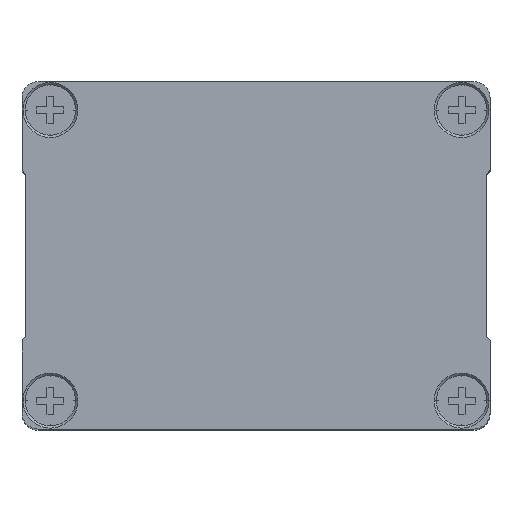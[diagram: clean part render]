
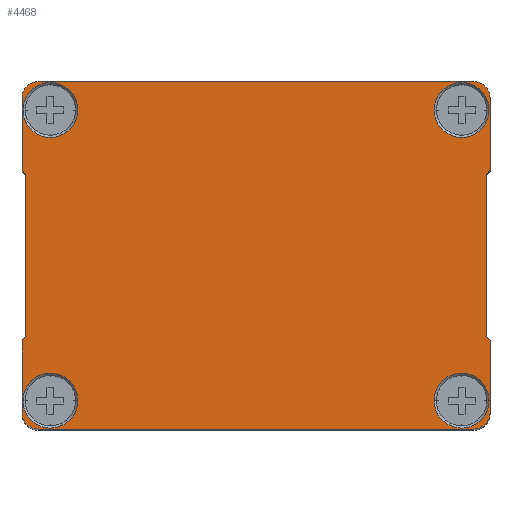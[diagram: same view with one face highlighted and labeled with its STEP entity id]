
A CAD part, top view. The second image highlights one B-rep face of the part: STEP entity #4468.
In plain terms, the highlighted planar face has unit normal (0, 0, 1).
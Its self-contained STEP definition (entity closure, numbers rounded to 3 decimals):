
#3937=CARTESIAN_POINT('',(-22.85,16.15,1.5));
#3938=DIRECTION('',(0.,0.,-1.));
#3939=DIRECTION('',(-1.,0.,0.));
#3940=AXIS2_PLACEMENT_3D('',#3937,#3938,#3939);
#3942=CARTESIAN_POINT('',(-22.85,16.15,1.5));
#3943=DIRECTION('',(0.,0.,-1.));
#3944=DIRECTION('',(1.,0.,0.));
#3945=AXIS2_PLACEMENT_3D('',#3942,#3943,#3944);
#3947=CARTESIAN_POINT('',(22.85,16.15,1.5));
#3948=DIRECTION('',(0.,0.,-1.));
#3949=DIRECTION('',(-1.,0.,0.));
#3950=AXIS2_PLACEMENT_3D('',#3947,#3948,#3949);
#3952=CARTESIAN_POINT('',(22.85,16.15,1.5));
#3953=DIRECTION('',(0.,0.,-1.));
#3954=DIRECTION('',(1.,0.,0.));
#3955=AXIS2_PLACEMENT_3D('',#3952,#3953,#3954);
#3957=CARTESIAN_POINT('',(-22.85,-16.15,1.5));
#3958=DIRECTION('',(0.,0.,-1.));
#3959=DIRECTION('',(-1.,0.,0.));
#3960=AXIS2_PLACEMENT_3D('',#3957,#3958,#3959);
#3962=CARTESIAN_POINT('',(-22.85,-16.15,1.5));
#3963=DIRECTION('',(0.,0.,-1.));
#3964=DIRECTION('',(1.,0.,0.));
#3965=AXIS2_PLACEMENT_3D('',#3962,#3963,#3964);
#3967=CARTESIAN_POINT('',(22.85,-16.15,1.5));
#3968=DIRECTION('',(0.,0.,-1.));
#3969=DIRECTION('',(-1.,0.,0.));
#3970=AXIS2_PLACEMENT_3D('',#3967,#3968,#3969);
#3972=CARTESIAN_POINT('',(22.85,-16.15,1.5));
#3973=DIRECTION('',(0.,0.,-1.));
#3974=DIRECTION('',(1.,0.,0.));
#3975=AXIS2_PLACEMENT_3D('',#3972,#3973,#3974);
#3977=DIRECTION('',(0.643,0.766,0.));
#3978=VECTOR('',#3977,0.622);
#3979=CARTESIAN_POINT('',(-26.,-9.5,1.5));
#3980=LINE('',#3979,#3978);
#3981=DIRECTION('',(0.,1.,0.));
#3982=VECTOR('',#3981,18.047);
#3983=CARTESIAN_POINT('',(-25.6,-9.023,1.5));
#3984=LINE('',#3983,#3982);
#3985=DIRECTION('',(-0.643,0.766,0.));
#3986=VECTOR('',#3985,0.622);
#3987=CARTESIAN_POINT('',(-25.6,9.023,1.5));
#3988=LINE('',#3987,#3986);
#3989=DIRECTION('',(0.,-1.,0.));
#3990=VECTOR('',#3989,8.);
#3991=CARTESIAN_POINT('',(-26.,17.5,1.5));
#3992=LINE('',#3991,#3990);
#3993=CARTESIAN_POINT('',(-24.2,17.5,1.5));
#3994=DIRECTION('',(0.,0.,1.));
#3995=DIRECTION('',(0.,1.,0.));
#3996=AXIS2_PLACEMENT_3D('',#3993,#3994,#3995);
#3998=DIRECTION('',(-1.,0.,0.));
#3999=VECTOR('',#3998,48.4);
#4000=CARTESIAN_POINT('',(24.2,19.3,1.5));
#4001=LINE('',#4000,#3999);
#4002=CARTESIAN_POINT('',(24.2,17.5,1.5));
#4003=DIRECTION('',(0.,0.,1.));
#4004=DIRECTION('',(1.,0.,0.));
#4005=AXIS2_PLACEMENT_3D('',#4002,#4003,#4004);
#4007=DIRECTION('',(0.,1.,0.));
#4008=VECTOR('',#4007,8.);
#4009=CARTESIAN_POINT('',(26.,9.5,1.5));
#4010=LINE('',#4009,#4008);
#4011=DIRECTION('',(-0.643,-0.766,0.));
#4012=VECTOR('',#4011,0.622);
#4013=CARTESIAN_POINT('',(26.,9.5,1.5));
#4014=LINE('',#4013,#4012);
#4015=DIRECTION('',(0.,-1.,0.));
#4016=VECTOR('',#4015,18.047);
#4017=CARTESIAN_POINT('',(25.6,9.023,1.5));
#4018=LINE('',#4017,#4016);
#4019=DIRECTION('',(0.643,-0.766,0.));
#4020=VECTOR('',#4019,0.622);
#4021=CARTESIAN_POINT('',(25.6,-9.023,1.5));
#4022=LINE('',#4021,#4020);
#4023=DIRECTION('',(0.,1.,0.));
#4024=VECTOR('',#4023,8.);
#4025=CARTESIAN_POINT('',(26.,-17.5,1.5));
#4026=LINE('',#4025,#4024);
#4027=CARTESIAN_POINT('',(24.2,-17.5,1.5));
#4028=DIRECTION('',(0.,0.,1.));
#4029=DIRECTION('',(0.,-1.,0.));
#4030=AXIS2_PLACEMENT_3D('',#4027,#4028,#4029);
#4032=DIRECTION('',(1.,0.,0.));
#4033=VECTOR('',#4032,48.4);
#4034=CARTESIAN_POINT('',(-24.2,-19.3,1.5));
#4035=LINE('',#4034,#4033);
#4036=CARTESIAN_POINT('',(-24.2,-17.5,1.5));
#4037=DIRECTION('',(0.,0.,1.));
#4038=DIRECTION('',(-1.,0.,0.));
#4039=AXIS2_PLACEMENT_3D('',#4036,#4037,#4038);
#4041=DIRECTION('',(0.,-1.,0.));
#4042=VECTOR('',#4041,8.);
#4043=CARTESIAN_POINT('',(-26.,-9.5,1.5));
#4044=LINE('',#4043,#4042);
#4204=CARTESIAN_POINT('',(-24.2,19.3,1.5));
#4205=VERTEX_POINT('',#4204);
#4206=CARTESIAN_POINT('',(-26.,17.5,1.5));
#4207=VERTEX_POINT('',#4206);
#4212=CARTESIAN_POINT('',(26.,17.5,1.5));
#4213=VERTEX_POINT('',#4212);
#4214=CARTESIAN_POINT('',(24.2,19.3,1.5));
#4215=VERTEX_POINT('',#4214);
#4220=CARTESIAN_POINT('',(24.2,-19.3,1.5));
#4221=VERTEX_POINT('',#4220);
#4222=CARTESIAN_POINT('',(26.,-17.5,1.5));
#4223=VERTEX_POINT('',#4222);
#4228=CARTESIAN_POINT('',(-26.,-17.5,1.5));
#4229=VERTEX_POINT('',#4228);
#4230=CARTESIAN_POINT('',(-24.2,-19.3,1.5));
#4231=VERTEX_POINT('',#4230);
#4248=CARTESIAN_POINT('',(-25.9,16.15,1.5));
#4249=CARTESIAN_POINT('',(-19.8,16.15,1.5));
#4250=VERTEX_POINT('',#4248);
#4251=VERTEX_POINT('',#4249);
#4256=CARTESIAN_POINT('',(19.8,16.15,1.5));
#4257=CARTESIAN_POINT('',(25.9,16.15,1.5));
#4258=VERTEX_POINT('',#4256);
#4259=VERTEX_POINT('',#4257);
#4264=CARTESIAN_POINT('',(-25.9,-16.15,1.5));
#4265=CARTESIAN_POINT('',(-19.8,-16.15,1.5));
#4266=VERTEX_POINT('',#4264);
#4267=VERTEX_POINT('',#4265);
#4272=CARTESIAN_POINT('',(19.8,-16.15,1.5));
#4273=CARTESIAN_POINT('',(25.9,-16.15,1.5));
#4274=VERTEX_POINT('',#4272);
#4275=VERTEX_POINT('',#4273);
#4296=CARTESIAN_POINT('',(-26.,-9.5,1.5));
#4297=CARTESIAN_POINT('',(-25.6,-9.023,1.5));
#4298=VERTEX_POINT('',#4296);
#4299=VERTEX_POINT('',#4297);
#4300=CARTESIAN_POINT('',(-25.6,9.023,1.5));
#4301=VERTEX_POINT('',#4300);
#4302=CARTESIAN_POINT('',(-26.,9.5,1.5));
#4303=VERTEX_POINT('',#4302);
#4304=CARTESIAN_POINT('',(26.,9.5,1.5));
#4305=CARTESIAN_POINT('',(25.6,9.023,1.5));
#4306=VERTEX_POINT('',#4304);
#4307=VERTEX_POINT('',#4305);
#4308=CARTESIAN_POINT('',(25.6,-9.023,1.5));
#4309=VERTEX_POINT('',#4308);
#4310=CARTESIAN_POINT('',(26.,-9.5,1.5));
#4311=VERTEX_POINT('',#4310);
#4406=CARTESIAN_POINT('',(0.,0.,1.5));
#4407=DIRECTION('',(0.,0.,1.));
#4408=DIRECTION('',(1.,0.,0.));
#4409=AXIS2_PLACEMENT_3D('',#4406,#4407,#4408);
#4410=PLANE('',#4409);
#4412=ORIENTED_EDGE('',*,*,#4411,.T.);
#4414=ORIENTED_EDGE('',*,*,#4413,.T.);
#4416=ORIENTED_EDGE('',*,*,#4415,.T.);
#4418=ORIENTED_EDGE('',*,*,#4417,.F.);
#4420=ORIENTED_EDGE('',*,*,#4419,.F.);
#4422=ORIENTED_EDGE('',*,*,#4421,.F.);
#4424=ORIENTED_EDGE('',*,*,#4423,.F.);
#4426=ORIENTED_EDGE('',*,*,#4425,.F.);
#4428=ORIENTED_EDGE('',*,*,#4427,.T.);
#4430=ORIENTED_EDGE('',*,*,#4429,.T.);
#4432=ORIENTED_EDGE('',*,*,#4431,.T.);
#4434=ORIENTED_EDGE('',*,*,#4433,.F.);
#4436=ORIENTED_EDGE('',*,*,#4435,.F.);
#4438=ORIENTED_EDGE('',*,*,#4437,.F.);
#4440=ORIENTED_EDGE('',*,*,#4439,.F.);
#4442=ORIENTED_EDGE('',*,*,#4441,.F.);
#4443=EDGE_LOOP('',(#4412,#4414,#4416,#4418,#4420,#4422,#4424,#4426,#4428,#4430,
#4432,#4434,#4436,#4438,#4440,#4442));
#4444=FACE_OUTER_BOUND('',#4443,.F.);
#4446=ORIENTED_EDGE('',*,*,#4445,.F.);
#4448=ORIENTED_EDGE('',*,*,#4447,.F.);
#4449=EDGE_LOOP('',(#4446,#4448));
#4450=FACE_BOUND('',#4449,.F.);
#4452=ORIENTED_EDGE('',*,*,#4451,.F.);
#4454=ORIENTED_EDGE('',*,*,#4453,.F.);
#4455=EDGE_LOOP('',(#4452,#4454));
#4456=FACE_BOUND('',#4455,.F.);
#4458=ORIENTED_EDGE('',*,*,#4457,.F.);
#4460=ORIENTED_EDGE('',*,*,#4459,.F.);
#4461=EDGE_LOOP('',(#4458,#4460));
#4462=FACE_BOUND('',#4461,.F.);
#4463=ORIENTED_EDGE('',*,*,#4396,.F.);
#4465=ORIENTED_EDGE('',*,*,#4464,.F.);
#4466=EDGE_LOOP('',(#4463,#4465));
#4467=FACE_BOUND('',#4466,.F.);
#4468=ADVANCED_FACE('',(#4444,#4450,#4456,#4462,#4467),#4410,.T.);
#3941=CIRCLE('',#3940,3.05);
#3946=CIRCLE('',#3945,3.05);
#3951=CIRCLE('',#3950,3.05);
#3956=CIRCLE('',#3955,3.05);
#3961=CIRCLE('',#3960,3.05);
#3966=CIRCLE('',#3965,3.05);
#3971=CIRCLE('',#3970,3.05);
#3976=CIRCLE('',#3975,3.05);
#3997=CIRCLE('',#3996,1.8);
#4006=CIRCLE('',#4005,1.8);
#4031=CIRCLE('',#4030,1.8);
#4040=CIRCLE('',#4039,1.8);
#4396=EDGE_CURVE('',#4250,#4251,#3941,.T.);
#4411=EDGE_CURVE('',#4298,#4299,#3980,.T.);
#4413=EDGE_CURVE('',#4299,#4301,#3984,.T.);
#4415=EDGE_CURVE('',#4301,#4303,#3988,.T.);
#4417=EDGE_CURVE('',#4207,#4303,#3992,.T.);
#4419=EDGE_CURVE('',#4205,#4207,#3997,.T.);
#4421=EDGE_CURVE('',#4215,#4205,#4001,.T.);
#4423=EDGE_CURVE('',#4213,#4215,#4006,.T.);
#4425=EDGE_CURVE('',#4306,#4213,#4010,.T.);
#4427=EDGE_CURVE('',#4306,#4307,#4014,.T.);
#4429=EDGE_CURVE('',#4307,#4309,#4018,.T.);
#4431=EDGE_CURVE('',#4309,#4311,#4022,.T.);
#4433=EDGE_CURVE('',#4223,#4311,#4026,.T.);
#4435=EDGE_CURVE('',#4221,#4223,#4031,.T.);
#4437=EDGE_CURVE('',#4231,#4221,#4035,.T.);
#4439=EDGE_CURVE('',#4229,#4231,#4040,.T.);
#4441=EDGE_CURVE('',#4298,#4229,#4044,.T.);
#4445=EDGE_CURVE('',#4258,#4259,#3951,.T.);
#4447=EDGE_CURVE('',#4259,#4258,#3956,.T.);
#4451=EDGE_CURVE('',#4266,#4267,#3961,.T.);
#4453=EDGE_CURVE('',#4267,#4266,#3966,.T.);
#4457=EDGE_CURVE('',#4274,#4275,#3971,.T.);
#4459=EDGE_CURVE('',#4275,#4274,#3976,.T.);
#4464=EDGE_CURVE('',#4251,#4250,#3946,.T.);
